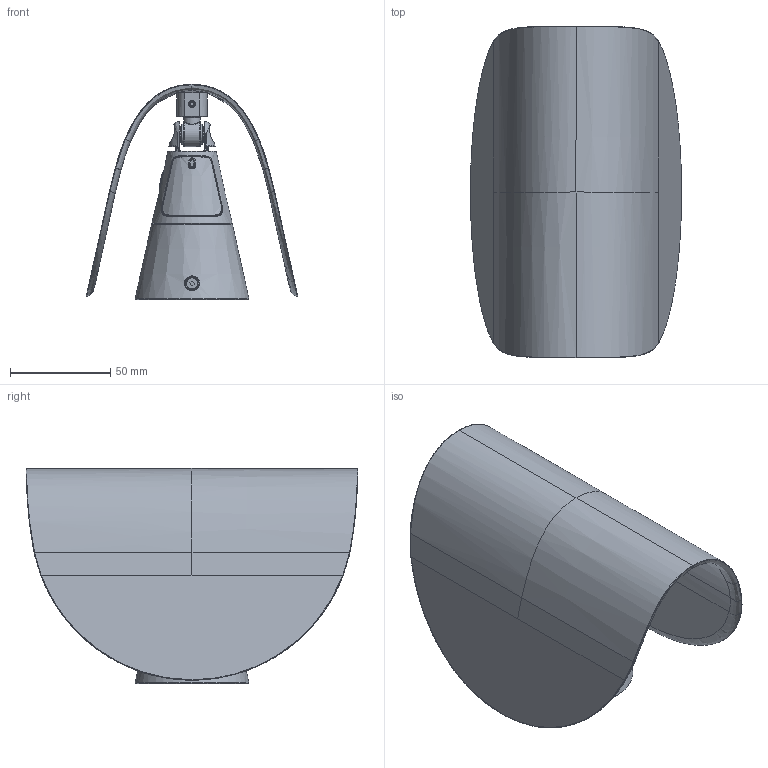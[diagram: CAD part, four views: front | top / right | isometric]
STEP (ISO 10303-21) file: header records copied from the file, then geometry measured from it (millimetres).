
FILE_DESCRIPTION(/* description */ (''),/* implementation_level */ '2;1');
FILE_NAME(/* name */ 'F429945200xxLE.stp',/* time_stamp */ '2020-01-16T11:51:20+01:00',/* author */ ('sghezzi'),/* organization */ (''),/* preprocessor_version */ 'ST-DEVELOPER v17.2',/* originating_system */ 'Autodesk Inventor 2019',/* authorisation */ '');
FILE_SCHEMA (('AUTOMOTIVE_DESIGN { 1 0 10303 214 3 1 1 }'));
Products named in the file (32): 4299; 007429950; 007429900; 007429910; 006600143; 007429960; 007429960_1; 007429960 PERNO; 005429940; 003429900; 007429920; 065007450; 006429900; 006479910; 007429930; 006424951; 006501541; 063017000; 005429920; capocorda 3,2; 006600289; 003429910; 050003000; 006521910; 005429901; 005429901_1; 005548300; 050025004; 060009001; 007429980 TAGLIATO; 006424800; 009429920
Assembly tree (47 placements, depth 3):
  4299
    007429950
    007429900
    003429910  x3
    007429910
    006600143
    007429960
      007429960_1
      007429960 PERNO  x2
    006600289  x3
    005429940
    006521910  x2
    003429900  x2
    007429920
    065007450
    006429900  x3
    006479910
    007429930
    006424951  x2
    006501541  x2
    063017000
    005429920
      capocorda 3,2
      050003000
    050003000
    005429901  x2
      005429901_1
      005548300
    050025004
    006424800  x3
    060009001
    007429980 TAGLIATO
    009429920
Bounding box: 105.06 x 165 x 107 mm (x, y, z)
Volume: 151883.2 mm3; surface area: 118804.6 mm2
Topology: 46 solids, 46 shells, 1270 faces, 3059 edges, 1871 vertices
Faces by surface type: plane 430, bspline 367, cylinder 317, torus 58, cone 56, sphere 42
Full cylindrical faces by diameter (mm): 1.7 x2, 1.8 x4, 2.2 x1, 2.459 x7, 2.5 x2, 2.9 x2, 3 x14, 3.2 x4, 3.242 x1, 3.4 x2, 3.5 x5, 4 x4, 4.2 x1, 4.21 x6, 4.3 x2, 5 x3, 5.5 x6, 6 x7, 6.5 x1, 7 x2, 8 x3, 8.5 x1, 10 x2, 11.92 x2, 13 x1, 13.2 x1, 13.5 x3, 14 x1, 28 x3, 30 x1
Entity records: 67131 total; most frequent: CARTESIAN_POINT 44032, ORIENTED_EDGE 4658, DIRECTION 4456, EDGE_CURVE 2329, AXIS2_PLACEMENT_3D 1809, VERTEX_POINT 1444, EDGE_LOOP 1085, FACE_OUTER_BOUND 973
